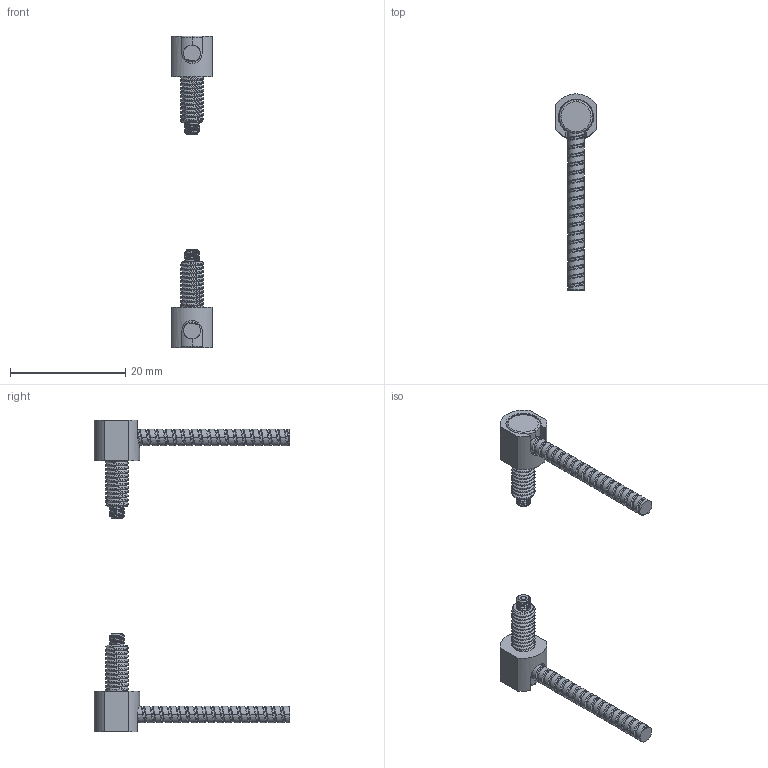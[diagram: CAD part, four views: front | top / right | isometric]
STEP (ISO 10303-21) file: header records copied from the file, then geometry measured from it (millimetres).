
FILE_DESCRIPTION((''),'2;1');
FILE_NAME('PTG-410TZ_ASM','2020-09-19T08:44:04',('Administrator'),(''),'CREO PARAMETRIC BY PTC INC, 2018400','CREO PARAMETRIC BY PTC INC, 2018400','');
FILE_SCHEMA(('CONFIG_CONTROL_DESIGN'));
Length unit declared in the file: millimetre
Products named in the file (2): PTG-410TZ_; PTG-410TZ_ASM
Assembly tree (2 placements, depth 2):
  PTG-410TZ_ASM
    PTG-410TZ_  x2
Bounding box: 7 x 33.95 x 54 mm (x, y, z)
Volume: 1152.8 mm3; surface area: 3395 mm2
Topology: 2 solids, 4 shells, 508 faces, 1364 edges, 880 vertices
Faces by surface type: cylinder 304, bspline 112, plane 64, cone 16, torus 12
Entity records: 21039 total; most frequent: CARTESIAN_POINT 15450, ORIENTED_EDGE 1364, DIRECTION 794, EDGE_CURVE 682, VERTEX_POINT 440, B_SPLINE_CURVE_WITH_KNOTS 364, AXIS2_PLACEMENT_3D 272, EDGE_LOOP 262
